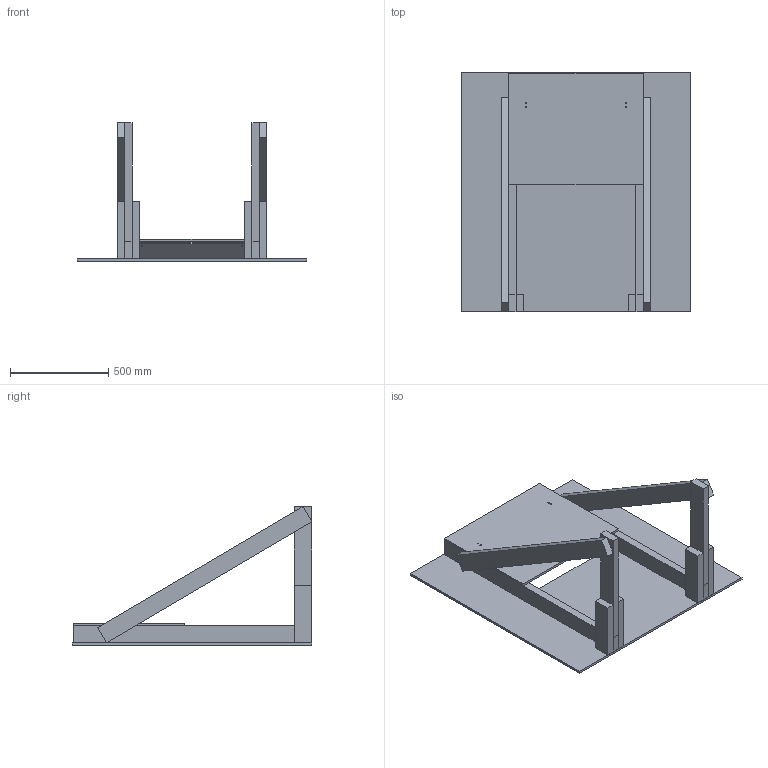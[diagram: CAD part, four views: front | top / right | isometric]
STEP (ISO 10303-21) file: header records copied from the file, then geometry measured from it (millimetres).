
FILE_DESCRIPTION (( 'STEP AP214' ), '1' );
FILE_NAME ('TE-24100.STEP', '2023-12-21T22:44:30', ( '' ), ( '' ), 'SwSTEP 2.0', 'SolidWorks 2022', '' );
FILE_SCHEMA (( 'AUTOMOTIVE_DESIGN' ));
Length unit declared in the file: inch
Products named in the file (7): TE-24103; TE-24102; TE-24101; TE-24100; TE-24104; TE-24105; TE-24106
Assembly tree (13 placements, depth 2):
  TE-24100
    TE-24101
    TE-24102  x4
    TE-24103  x2
    TE-24104
    TE-24105  x4
    TE-24106
Bounding box: 1168.4 x 1219.2 x 704.06 mm (x, y, z)
Volume: 43608307.4 mm3; surface area: 5247078.3 mm2
Topology: 13 solids, 13 shells, 110 faces, 252 edges, 168 vertices
Faces by surface type: plane 82, cylinder 28
Entity records: 2460 total; most frequent: DIRECTION 392, CARTESIAN_POINT 364, ORIENTED_EDGE 336, EDGE_CURVE 168, AXIS2_PLACEMENT_3D 140, VERTEX_POINT 112, LINE 112, VECTOR 112
